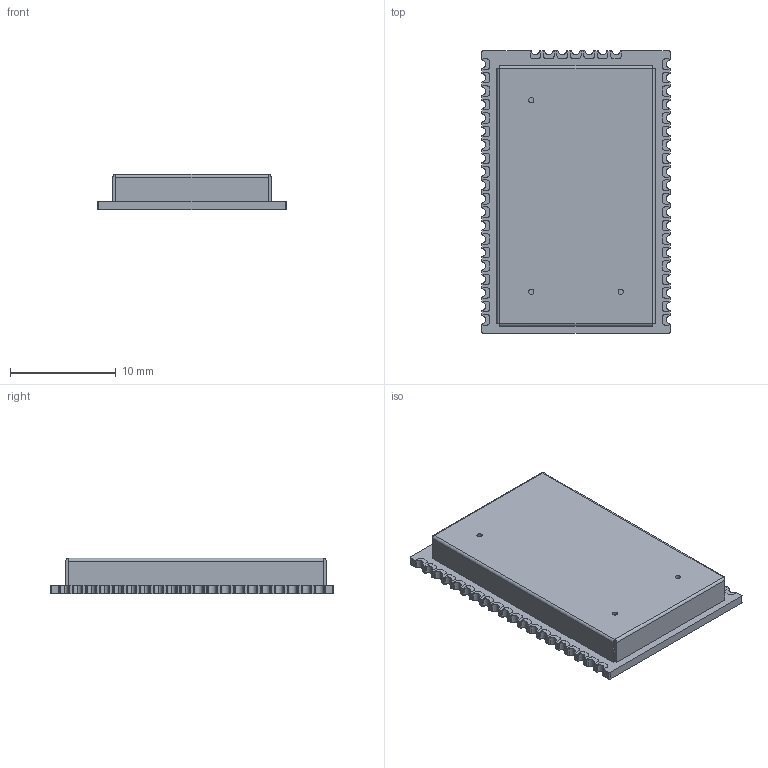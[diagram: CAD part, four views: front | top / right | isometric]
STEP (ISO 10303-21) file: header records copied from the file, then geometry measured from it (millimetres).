
FILE_DESCRIPTION (( 'STEP AP214' ), '1' );
FILE_NAME ('User Library-Microchip RN2483 LoRa Technology Transceiver Module.STEP', '2019-01-11T23:34:27', ( '' ), ( '' ), 'SwSTEP 2.0', 'SolidWorks 2018', '' );
FILE_SCHEMA (( 'AUTOMOTIVE_DESIGN' ));
Length unit declared in the file: centimetre
Products named in the file (1): User Library-Microchip RN2483 LoRa Technology Transceiver Module
Bounding box: 17.78 x 26.67 x 3.34 mm (x, y, z)
Volume: 570.8 mm3; surface area: 2274.6 mm2
Topology: 49 solids, 49 shells, 999 faces, 2694 edges, 1794 vertices
Faces by surface type: plane 636, cylinder 363
Entity records: 31845 total; most frequent: CARTESIAN_POINT 5491, DIRECTION 5419, ORIENTED_EDGE 5388, EDGE_CURVE 2694, VECTOR 1967, LINE 1967, VERTEX_POINT 1794, AXIS2_PLACEMENT_3D 1726
